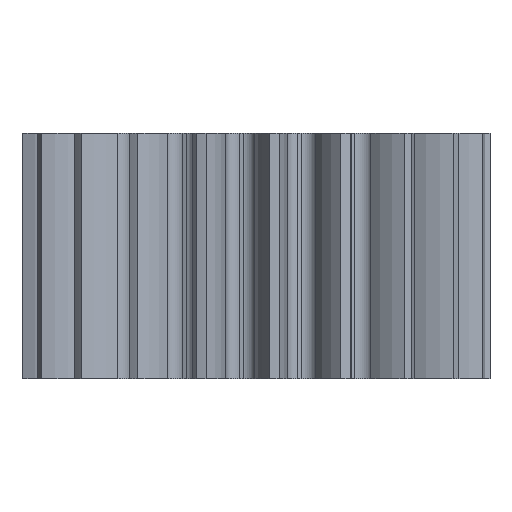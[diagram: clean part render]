
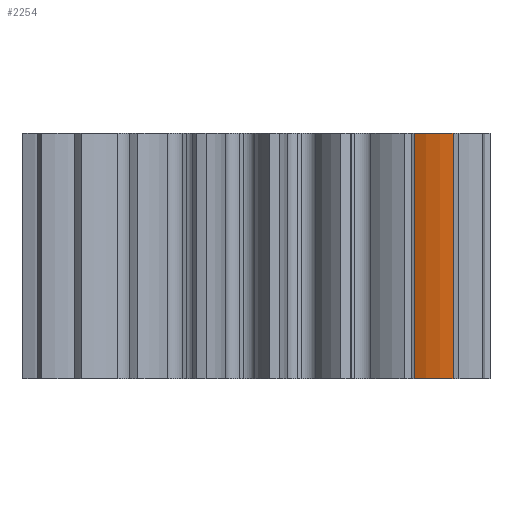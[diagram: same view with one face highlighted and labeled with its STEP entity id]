
A CAD part, front view. The second image highlights one B-rep face of the part: STEP entity #2254.
In plain terms, the highlighted cylindrical face has radius 3.876 mm (diameter 7.752 mm), a partial arc.
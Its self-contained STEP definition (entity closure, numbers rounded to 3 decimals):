
#77=CIRCLE('',#2453,3.876);
#78=CIRCLE('',#2454,3.876);
#289=CYLINDRICAL_SURFACE('',#2452,3.876);
#411=FACE_OUTER_BOUND('',#535,.T.);
#535=EDGE_LOOP('',(#1612,#1613,#1614,#1615));
#663=LINE('',#3773,#787);
#664=LINE('',#3779,#788);
#787=VECTOR('',#2942,10.);
#788=VECTOR('',#2949,10.);
#940=VERTEX_POINT('',#3770);
#941=VERTEX_POINT('',#3772);
#942=VERTEX_POINT('',#3776);
#943=VERTEX_POINT('',#3778);
#1214=EDGE_CURVE('',#940,#941,#663,.T.);
#1216=EDGE_CURVE('',#942,#940,#77,.T.);
#1217=EDGE_CURVE('',#942,#943,#664,.T.);
#1218=EDGE_CURVE('',#941,#943,#78,.T.);
#1612=ORIENTED_EDGE('',*,*,#1216,.F.);
#1613=ORIENTED_EDGE('',*,*,#1217,.T.);
#1614=ORIENTED_EDGE('',*,*,#1218,.F.);
#1615=ORIENTED_EDGE('',*,*,#1214,.F.);
#2254=ADVANCED_FACE('',(#411),#289,.T.);
#2452=AXIS2_PLACEMENT_3D('',#3775,#2945,#2946);
#2453=AXIS2_PLACEMENT_3D('',#3777,#2947,#2948);
#2454=AXIS2_PLACEMENT_3D('',#3780,#2950,#2951);
#2942=DIRECTION('',(0.,0.,-1.));
#2945=DIRECTION('center_axis',(0.,0.,-1.));
#2946=DIRECTION('ref_axis',(-0.502,-0.865,0.));
#2947=DIRECTION('center_axis',(0.,0.,1.));
#2948=DIRECTION('ref_axis',(-0.502,-0.865,0.));
#2949=DIRECTION('',(0.,0.,-1.));
#2950=DIRECTION('center_axis',(0.,0.,-1.));
#2951=DIRECTION('ref_axis',(-0.502,-0.865,0.));
#3770=CARTESIAN_POINT('',(9.618,-6.197,6.35));
#3772=CARTESIAN_POINT('',(9.618,-6.197,-5.65));
#3773=CARTESIAN_POINT('',(9.618,-6.197,6.35));
#3775=CARTESIAN_POINT('Origin',(9.67,-2.322,6.35));
#3776=CARTESIAN_POINT('',(7.725,-5.674,6.35));
#3777=CARTESIAN_POINT('Origin',(9.67,-2.322,6.35));
#3778=CARTESIAN_POINT('',(7.725,-5.674,-5.65));
#3779=CARTESIAN_POINT('',(7.725,-5.674,6.35));
#3780=CARTESIAN_POINT('Origin',(9.67,-2.322,-5.65));
